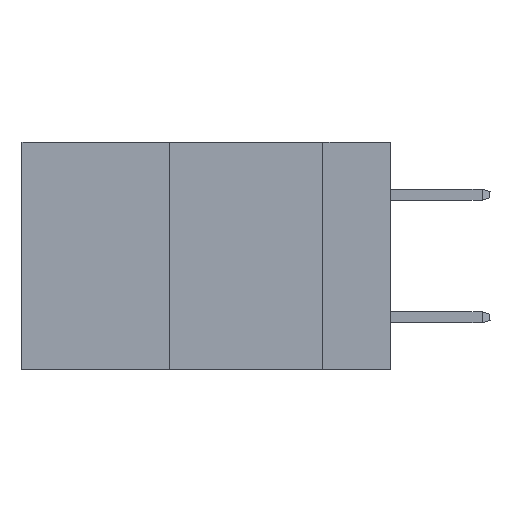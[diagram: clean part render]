
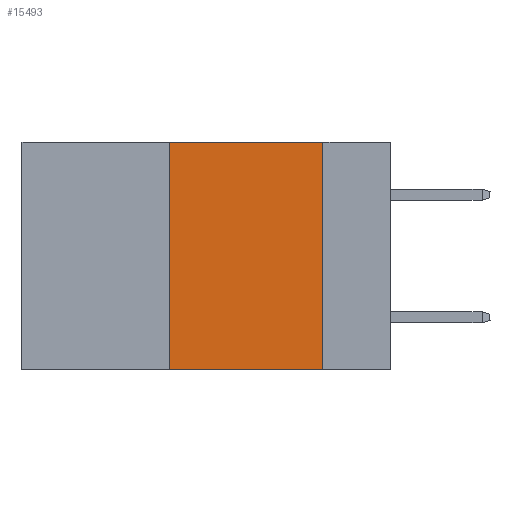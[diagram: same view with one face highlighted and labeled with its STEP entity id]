
A CAD part, left-side view. The second image highlights one B-rep face of the part: STEP entity #15493.
In plain terms, the highlighted planar face has unit normal (-1, 0, 0).
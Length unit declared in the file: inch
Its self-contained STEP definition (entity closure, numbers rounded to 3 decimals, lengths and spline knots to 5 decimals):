
#306 = VECTOR ( 'NONE', #24839, 39.37008 ) ;
#2014 = CARTESIAN_POINT ( 'NONE',  ( 0., 0.36, -0.37 ) ) ;
#3180 = EDGE_CURVE ( 'NONE', #25274, #4406, #13832, .T. ) ;
#4406 = VERTEX_POINT ( 'NONE', #18005 ) ;
#5131 = DIRECTION ( 'NONE',  ( 0., 0., 1. ) ) ;
#5296 = DIRECTION ( 'NONE',  ( 1., 0., 0. ) ) ;
#5335 = EDGE_CURVE ( 'NONE', #24388, #14261, #33071, .T. ) ;
#6490 = VECTOR ( 'NONE', #12036, 39.37008 ) ;
#8035 = CARTESIAN_POINT ( 'NONE',  ( 0., 0.6, 0. ) ) ;
#9484 = CARTESIAN_POINT ( 'NONE',  ( 0., 0.6, -0.37 ) ) ;
#10091 = VECTOR ( 'NONE', #18107, 39.37008 ) ;
#11726 = ORIENTED_EDGE ( 'NONE', *, *, #17514, .F. ) ;
#11808 = FACE_OUTER_BOUND ( 'NONE', #23024, .T. ) ;
#12036 = DIRECTION ( 'NONE',  ( 0., -1., 0. ) ) ;
#13370 = LINE ( 'NONE', #32631, #15087 ) ;
#13832 = LINE ( 'NONE', #9484, #6490 ) ;
#14017 = CARTESIAN_POINT ( 'NONE',  ( 0., 0.6, 0. ) ) ;
#14261 = VERTEX_POINT ( 'NONE', #19003 ) ;
#15087 = VECTOR ( 'NONE', #5131, 39.37008 ) ;
#15493 = ADVANCED_FACE ( 'NONE', ( #11808 ), #25025, .F. ) ;
#17514 = EDGE_CURVE ( 'NONE', #25274, #24388, #13370, .T. ) ;
#18005 = CARTESIAN_POINT ( 'NONE',  ( 0., 0.11, -0.37 ) ) ;
#18107 = DIRECTION ( 'NONE',  ( 0., 0., -1. ) ) ;
#19003 = CARTESIAN_POINT ( 'NONE',  ( 0., 0.11, 0. ) ) ;
#19202 = ORIENTED_EDGE ( 'NONE', *, *, #3180, .T. ) ;
#21828 = ORIENTED_EDGE ( 'NONE', *, *, #31642, .F. ) ;
#23024 = EDGE_LOOP ( 'NONE', ( #21828, #30895, #11726, #19202 ) ) ;
#24388 = VERTEX_POINT ( 'NONE', #24959 ) ;
#24749 = LINE ( 'NONE', #34188, #10091 ) ;
#24839 = DIRECTION ( 'NONE',  ( 0., -1., 0. ) ) ;
#24959 = CARTESIAN_POINT ( 'NONE',  ( 0., 0.36, 0. ) ) ;
#25025 = PLANE ( 'NONE',  #27625 ) ;
#25274 = VERTEX_POINT ( 'NONE', #2014 ) ;
#27625 = AXIS2_PLACEMENT_3D ( 'NONE', #8035, #5296, #30610 ) ;
#30610 = DIRECTION ( 'NONE',  ( 0., 0., -1. ) ) ;
#30895 = ORIENTED_EDGE ( 'NONE', *, *, #5335, .F. ) ;
#31642 = EDGE_CURVE ( 'NONE', #14261, #4406, #24749, .T. ) ;
#32631 = CARTESIAN_POINT ( 'NONE',  ( 0., 0.36, 0. ) ) ;
#33071 = LINE ( 'NONE', #14017, #306 ) ;
#34188 = CARTESIAN_POINT ( 'NONE',  ( 0., 0.11, 0. ) ) ;
